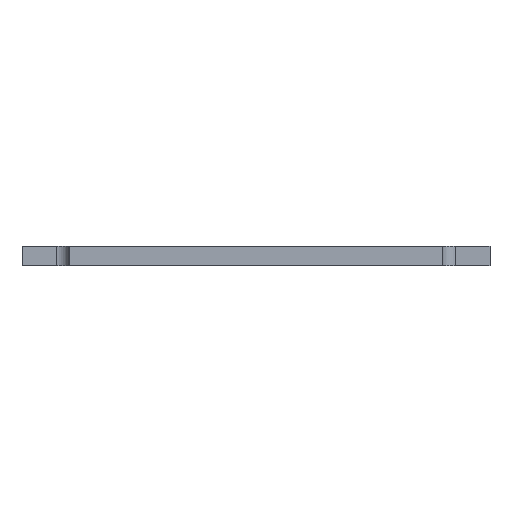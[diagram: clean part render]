
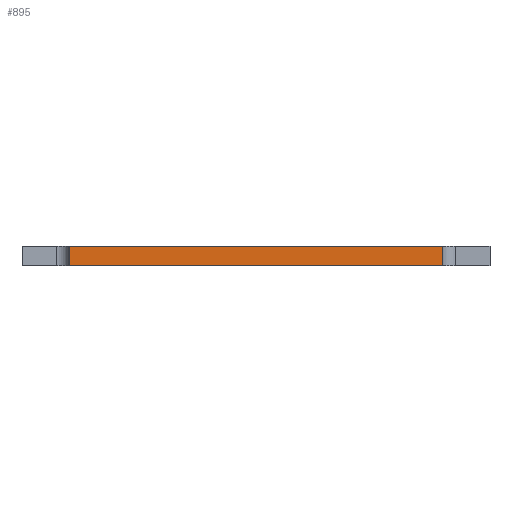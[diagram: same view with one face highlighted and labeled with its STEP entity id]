
A CAD part, front view. The second image highlights one B-rep face of the part: STEP entity #895.
In plain terms, the highlighted planar face has unit normal (0, -1, 0).
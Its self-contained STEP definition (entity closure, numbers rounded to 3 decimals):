
#73=PLANE('',#999);
#111=FACE_OUTER_BOUND('',#153,.T.);
#153=EDGE_LOOP('',(#729,#730,#731,#732));
#245=LINE('',#1411,#309);
#254=LINE('',#1432,#318);
#265=LINE('',#1489,#329);
#266=LINE('',#1490,#330);
#309=VECTOR('',#1151,10.);
#318=VECTOR('',#1172,10.);
#329=VECTOR('',#1239,10.);
#330=VECTOR('',#1240,10.);
#439=VERTEX_POINT('',#1408);
#440=VERTEX_POINT('',#1410);
#445=VERTEX_POINT('',#1429);
#446=VERTEX_POINT('',#1431);
#537=EDGE_CURVE('',#439,#440,#245,.T.);
#548=EDGE_CURVE('',#446,#445,#254,.T.);
#577=EDGE_CURVE('',#439,#446,#265,.T.);
#578=EDGE_CURVE('',#440,#445,#266,.T.);
#729=ORIENTED_EDGE('',*,*,#577,.T.);
#730=ORIENTED_EDGE('',*,*,#548,.T.);
#731=ORIENTED_EDGE('',*,*,#578,.F.);
#732=ORIENTED_EDGE('',*,*,#537,.F.);
#895=ADVANCED_FACE('',(#111),#73,.T.);
#999=AXIS2_PLACEMENT_3D('',#1488,#1237,#1238);
#1151=DIRECTION('',(0.,0.,1.));
#1172=DIRECTION('',(0.,0.,1.));
#1237=DIRECTION('center_axis',(0.,-1.,0.));
#1238=DIRECTION('ref_axis',(1.,0.,0.));
#1239=DIRECTION('',(1.,0.,0.));
#1240=DIRECTION('',(1.,0.,0.));
#1408=CARTESIAN_POINT('',(13.,0.,-100.));
#1410=CARTESIAN_POINT('',(13.,0.,-92.));
#1411=CARTESIAN_POINT('',(13.,0.,-100.));
#1429=CARTESIAN_POINT('',(163.,0.,-92.));
#1431=CARTESIAN_POINT('',(163.,0.,-100.));
#1432=CARTESIAN_POINT('',(163.,0.,-100.));
#1488=CARTESIAN_POINT('Origin',(13.,0.,-100.));
#1489=CARTESIAN_POINT('',(13.,0.,-100.));
#1490=CARTESIAN_POINT('',(13.,0.,-92.));
